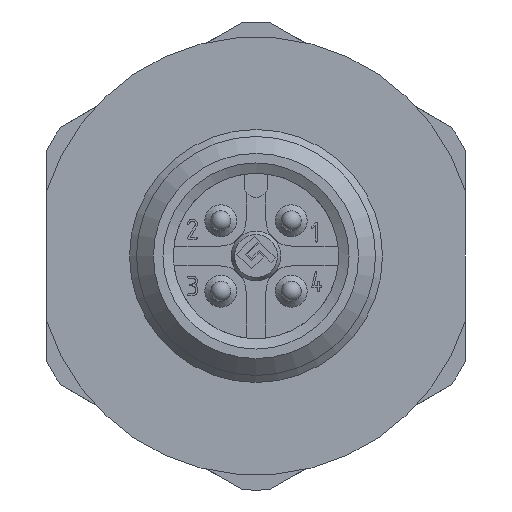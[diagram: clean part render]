
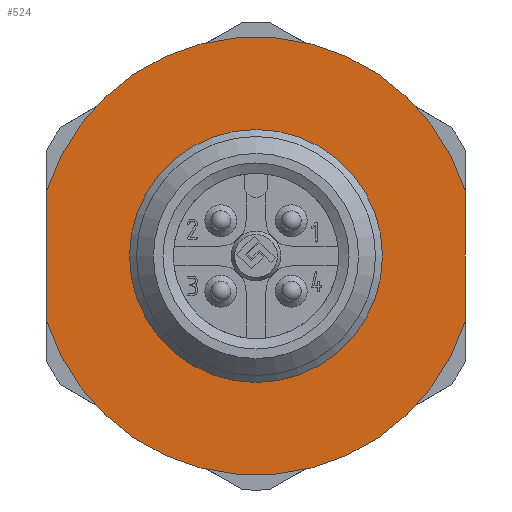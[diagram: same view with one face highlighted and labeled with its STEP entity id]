
A CAD part, left-side view. The second image highlights one B-rep face of the part: STEP entity #524.
In plain terms, the highlighted planar face has unit normal (-1, 0, 0).
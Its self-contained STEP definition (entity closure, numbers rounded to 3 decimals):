
#328=FACE_BOUND('',#941,.T.);
#329=FACE_BOUND('',#942,.T.);
#420=PLANE('',#3565);
#524=ADVANCED_FACE('',(#328,#329),#420,.F.);
#941=EDGE_LOOP('',(#1774));
#942=EDGE_LOOP('',(#1775,#1776,#1777,#1778));
#1226=LINE('',#4978,#1456);
#1227=LINE('',#4979,#1457);
#1456=VECTOR('',#3957,1.);
#1457=VECTOR('',#3958,1.);
#1774=ORIENTED_EDGE('',*,*,#3027,.T.);
#1775=ORIENTED_EDGE('',*,*,#3025,.F.);
#1776=ORIENTED_EDGE('',*,*,#3028,.T.);
#1777=ORIENTED_EDGE('',*,*,#3023,.F.);
#1778=ORIENTED_EDGE('',*,*,#3029,.T.);
#2696=VERTEX_POINT('',#4965);
#2697=VERTEX_POINT('',#4967);
#2698=VERTEX_POINT('',#4971);
#2699=VERTEX_POINT('',#4973);
#2700=VERTEX_POINT('',#4977);
#3023=EDGE_CURVE('',#2697,#2696,#3429,.T.);
#3025=EDGE_CURVE('',#2698,#2699,#3430,.T.);
#3027=EDGE_CURVE('',#2700,#2700,#3431,.T.);
#3028=EDGE_CURVE('',#2698,#2696,#1226,.T.);
#3029=EDGE_CURVE('',#2697,#2699,#1227,.T.);
#3429=CIRCLE('',#3560,11.);
#3430=CIRCLE('',#3562,11.);
#3431=CIRCLE('',#3564,6.35);
#3560=AXIS2_PLACEMENT_3D('',#4968,#3945,#3946);
#3562=AXIS2_PLACEMENT_3D('',#4972,#3950,#3951);
#3564=AXIS2_PLACEMENT_3D('',#4976,#3955,#3956);
#3565=AXIS2_PLACEMENT_3D('',#4980,#3959,#3960);
#3945=DIRECTION('',(1.,0.,0.));
#3946=DIRECTION('',(0.,0.,-1.));
#3950=DIRECTION('',(1.,0.,0.));
#3951=DIRECTION('',(0.,0.,-1.));
#3955=DIRECTION('',(1.,0.,0.));
#3956=DIRECTION('',(0.,0.,-1.));
#3957=DIRECTION('',(0.,0.,-1.));
#3958=DIRECTION('',(0.,0.,1.));
#3959=DIRECTION('',(1.,0.,0.));
#3960=DIRECTION('',(0.,0.,-1.));
#4965=CARTESIAN_POINT('',(12.,10.5,-3.279));
#4967=CARTESIAN_POINT('',(12.,-10.5,-3.279));
#4968=CARTESIAN_POINT('',(12.,0.,0.));
#4971=CARTESIAN_POINT('',(12.,10.5,3.279));
#4972=CARTESIAN_POINT('',(12.,0.,0.));
#4973=CARTESIAN_POINT('',(12.,-10.5,3.279));
#4976=CARTESIAN_POINT('',(12.,0.,0.));
#4977=CARTESIAN_POINT('',(12.,0.,-6.35));
#4978=CARTESIAN_POINT('',(12.,10.5,0.));
#4979=CARTESIAN_POINT('',(12.,-10.5,0.));
#4980=CARTESIAN_POINT('',(12.,0.,0.));
